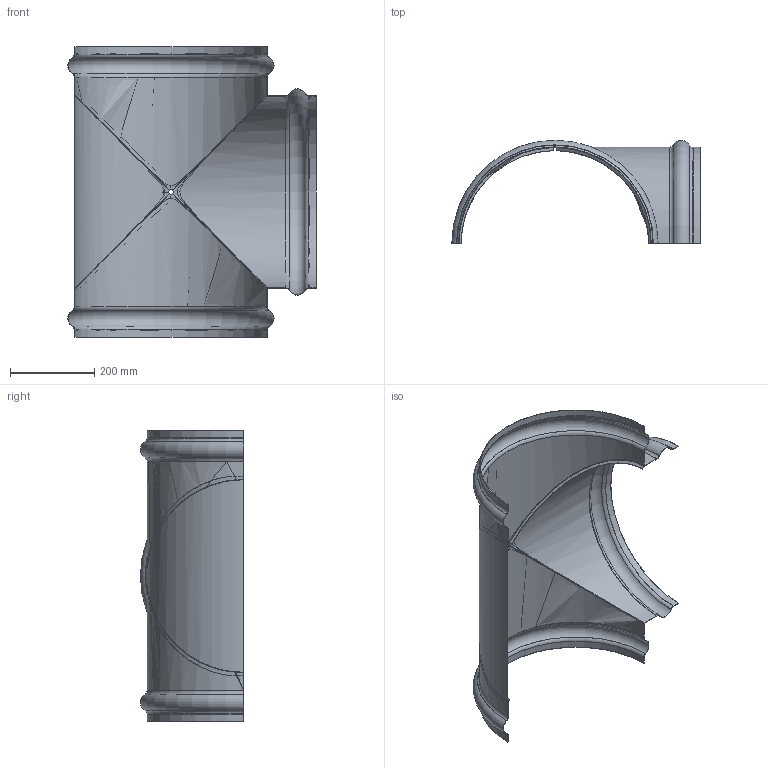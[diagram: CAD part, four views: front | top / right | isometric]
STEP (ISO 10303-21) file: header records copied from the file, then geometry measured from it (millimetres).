
FILE_DESCRIPTION(/* description */ (''),/* implementation_level */ '2;1');
FILE_NAME(/* name */ '4009003016321-T-Verteiler K30.stp',/* time_stamp */ '2015-05-29T08:22:50+02:00',/* author */ ('dpurucker'),/* organization */ (''),/* preprocessor_version */ 'ST-DEVELOPER v15.6',/* originating_system */ 'Autodesk Inventor 2015',/* authorisation */ '');
FILE_SCHEMA (('AUTOMOTIVE_DESIGN { 1 0 10303 214 3 1 1 }'));
Length unit declared in the file: millimetre
Products named in the file (4): 4009003016321-Teil1; 4009003016321-Teil2; Deckblech; 4009003016321-T-Verteiler K30
Bounding box: 590 x 245 x 690 mm (x, y, z)
Volume: 588948.4 mm3; surface area: 1197956.2 mm2
Topology: 5 solids, 5 shells, 106 faces, 280 edges, 185 vertices
Faces by surface type: plane 50, cylinder 20, bspline 18, torus 18
Entity records: 4767 total; most frequent: CARTESIAN_POINT 2074, ORIENTED_EDGE 568, DIRECTION 537, EDGE_CURVE 280, AXIS2_PLACEMENT_3D 209, VERTEX_POINT 185, LINE 119, VECTOR 119
